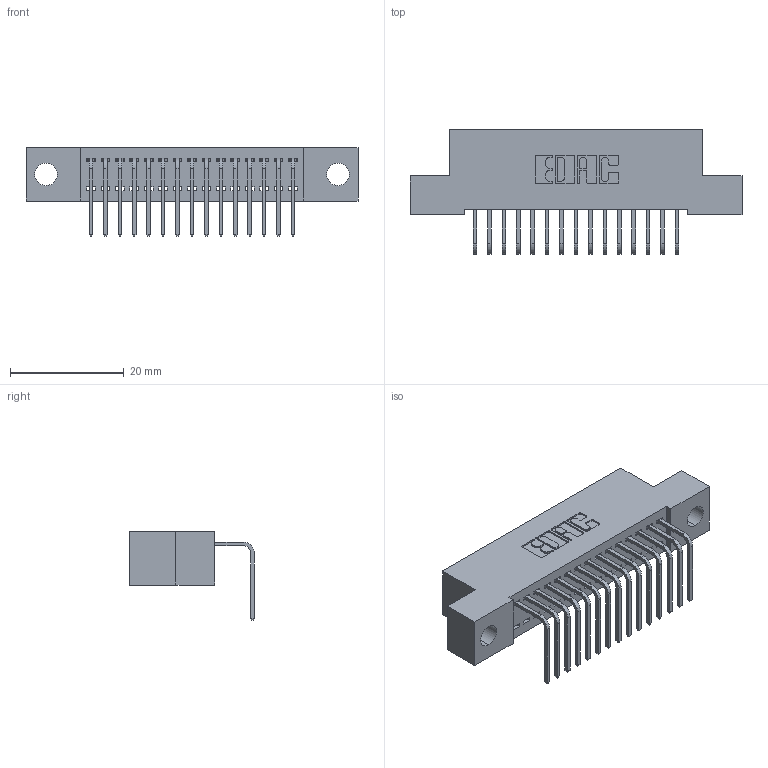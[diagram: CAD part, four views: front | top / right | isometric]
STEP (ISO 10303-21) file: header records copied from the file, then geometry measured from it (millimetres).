
FILE_DESCRIPTION (( 'STEP AP203' ), '1' );
FILE_NAME ('392-015-558-104.STEP', '2019-10-07T02:52:03', ( '' ), ( '' ), 'SwSTEP 2.0', 'SolidWorks 2016', '' );
FILE_SCHEMA (( 'CONFIG_CONTROL_DESIGN' ));
Length unit declared in the file: inch
Products named in the file (3): 342 Part_.156 TH; 345-292-001_558 Tail - 2; 392-015-558-104
Assembly tree (16 placements, depth 2):
  392-015-558-104
    342 Part_.156 TH
    345-292-001_558 Tail - 2  x15
Bounding box: 58.42 x 21.91 x 15.62 mm (x, y, z)
Volume: 4985.8 mm3; surface area: 6919.9 mm2
Topology: 16 solids, 16 shells, 1010 faces, 3029 edges, 1998 vertices
Faces by surface type: plane 726, cylinder 284
Entity records: 12617 total; most frequent: CARTESIAN_POINT 2187, ORIENTED_EDGE 2138, DIRECTION 1899, EDGE_CURVE 1069, VECTOR 941, LINE 941, VERTEX_POINT 710, AXIS2_PLACEMENT_3D 479
